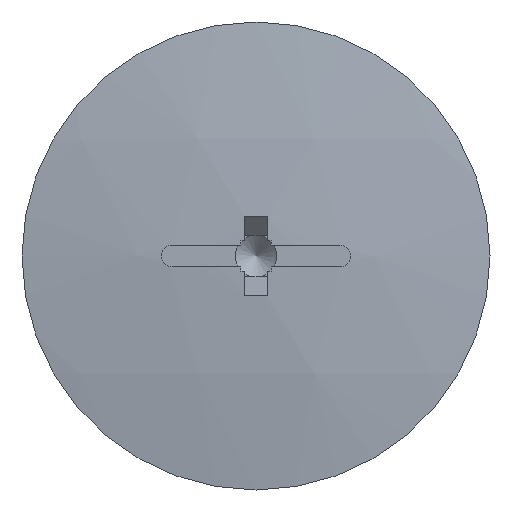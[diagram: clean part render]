
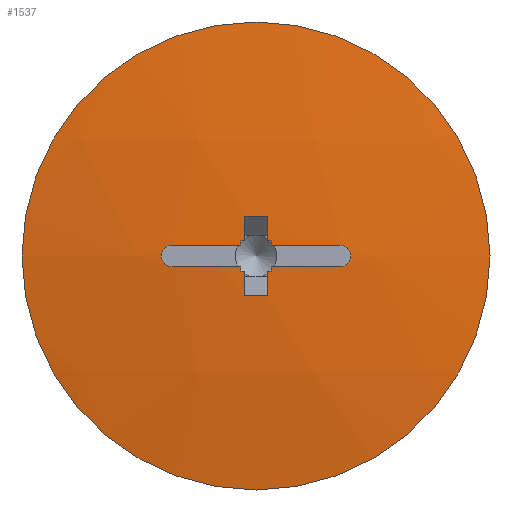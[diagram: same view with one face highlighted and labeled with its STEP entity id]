
A CAD part, left-side view. The second image highlights one B-rep face of the part: STEP entity #1537.
In plain terms, the highlighted spherical face has radius 172.194 mm.
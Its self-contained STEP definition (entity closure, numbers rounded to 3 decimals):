
#15=ELLIPSE('',#1660,1.302,1.3);
#16=ELLIPSE('',#1665,1.302,1.3);
#17=SPHERICAL_SURFACE('',#1655,172.194);
#36=FACE_BOUND('',#243,.T.);
#149=FACE_OUTER_BOUND('',#242,.T.);
#242=EDGE_LOOP('',(#1141));
#243=EDGE_LOOP('',(#1142,#1143,#1144,#1145,#1146,#1147,#1148,#1149,#1150,
#1151,#1152,#1153,#1154,#1155,#1156,#1157,#1158,#1159,#1160,#1161));
#575=CIRCLE('',#1630,172.184);
#576=CIRCLE('',#1632,172.184);
#577=CIRCLE('',#1634,172.184);
#578=CIRCLE('',#1636,172.184);
#579=CIRCLE('',#1638,172.184);
#580=CIRCLE('',#1640,172.184);
#581=CIRCLE('',#1642,172.184);
#582=CIRCLE('',#1644,172.184);
#583=CIRCLE('',#1646,172.189);
#584=CIRCLE('',#1648,172.189);
#588=CIRCLE('',#1656,28.05);
#589=CIRCLE('',#1657,172.128);
#590=CIRCLE('',#1658,172.189);
#591=CIRCLE('',#1659,172.189);
#592=CIRCLE('',#1661,172.189);
#593=CIRCLE('',#1662,172.189);
#594=CIRCLE('',#1663,172.128);
#595=CIRCLE('',#1664,172.189);
#596=CIRCLE('',#1666,172.189);
#662=VERTEX_POINT('',#3385);
#663=VERTEX_POINT('',#3386);
#667=VERTEX_POINT('',#3398);
#668=VERTEX_POINT('',#3399);
#672=VERTEX_POINT('',#3411);
#673=VERTEX_POINT('',#3412);
#677=VERTEX_POINT('',#3424);
#678=VERTEX_POINT('',#3425);
#682=VERTEX_POINT('',#3437);
#685=VERTEX_POINT('',#3447);
#688=VERTEX_POINT('',#3457);
#691=VERTEX_POINT('',#3467);
#696=VERTEX_POINT('',#3481);
#699=VERTEX_POINT('',#3489);
#701=VERTEX_POINT('',#3501);
#702=VERTEX_POINT('',#3503);
#703=VERTEX_POINT('',#3506);
#704=VERTEX_POINT('',#3508);
#705=VERTEX_POINT('',#3511);
#706=VERTEX_POINT('',#3513);
#707=VERTEX_POINT('',#3516);
#823=EDGE_CURVE('',#662,#663,#575,.T.);
#828=EDGE_CURVE('',#667,#668,#576,.T.);
#833=EDGE_CURVE('',#672,#673,#577,.T.);
#838=EDGE_CURVE('',#677,#678,#578,.T.);
#843=EDGE_CURVE('',#682,#677,#579,.T.);
#847=EDGE_CURVE('',#668,#685,#580,.T.);
#851=EDGE_CURVE('',#688,#672,#581,.T.);
#855=EDGE_CURVE('',#691,#662,#582,.T.);
#862=EDGE_CURVE('',#663,#696,#583,.T.);
#866=EDGE_CURVE('',#673,#699,#584,.T.);
#871=EDGE_CURVE('',#701,#701,#588,.T.);
#872=EDGE_CURVE('',#699,#702,#589,.T.);
#873=EDGE_CURVE('',#702,#667,#590,.T.);
#874=EDGE_CURVE('',#685,#703,#591,.T.);
#875=EDGE_CURVE('',#703,#704,#15,.T.);
#876=EDGE_CURVE('',#704,#682,#592,.T.);
#877=EDGE_CURVE('',#678,#705,#593,.T.);
#878=EDGE_CURVE('',#705,#706,#594,.T.);
#879=EDGE_CURVE('',#706,#691,#595,.T.);
#880=EDGE_CURVE('',#696,#707,#16,.T.);
#881=EDGE_CURVE('',#707,#688,#596,.T.);
#1141=ORIENTED_EDGE('',*,*,#871,.F.);
#1142=ORIENTED_EDGE('',*,*,#851,.T.);
#1143=ORIENTED_EDGE('',*,*,#833,.T.);
#1144=ORIENTED_EDGE('',*,*,#866,.T.);
#1145=ORIENTED_EDGE('',*,*,#872,.T.);
#1146=ORIENTED_EDGE('',*,*,#873,.T.);
#1147=ORIENTED_EDGE('',*,*,#828,.T.);
#1148=ORIENTED_EDGE('',*,*,#847,.T.);
#1149=ORIENTED_EDGE('',*,*,#874,.T.);
#1150=ORIENTED_EDGE('',*,*,#875,.T.);
#1151=ORIENTED_EDGE('',*,*,#876,.T.);
#1152=ORIENTED_EDGE('',*,*,#843,.T.);
#1153=ORIENTED_EDGE('',*,*,#838,.T.);
#1154=ORIENTED_EDGE('',*,*,#877,.T.);
#1155=ORIENTED_EDGE('',*,*,#878,.T.);
#1156=ORIENTED_EDGE('',*,*,#879,.T.);
#1157=ORIENTED_EDGE('',*,*,#855,.T.);
#1158=ORIENTED_EDGE('',*,*,#823,.T.);
#1159=ORIENTED_EDGE('',*,*,#862,.T.);
#1160=ORIENTED_EDGE('',*,*,#880,.T.);
#1161=ORIENTED_EDGE('',*,*,#881,.T.);
#1537=ADVANCED_FACE('',(#149,#36),#17,.T.);
#1630=AXIS2_PLACEMENT_3D('',#3387,#1828,#1829);
#1632=AXIS2_PLACEMENT_3D('',#3400,#1835,#1836);
#1634=AXIS2_PLACEMENT_3D('',#3413,#1842,#1843);
#1636=AXIS2_PLACEMENT_3D('',#3426,#1849,#1850);
#1638=AXIS2_PLACEMENT_3D('',#3438,#1856,#1857);
#1640=AXIS2_PLACEMENT_3D('',#3448,#1862,#1863);
#1642=AXIS2_PLACEMENT_3D('',#3458,#1868,#1869);
#1644=AXIS2_PLACEMENT_3D('',#3468,#1874,#1875);
#1646=AXIS2_PLACEMENT_3D('',#3483,#1883,#1884);
#1648=AXIS2_PLACEMENT_3D('',#3491,#1890,#1891);
#1655=AXIS2_PLACEMENT_3D('',#3500,#1905,#1906);
#1656=AXIS2_PLACEMENT_3D('',#3502,#1907,#1908);
#1657=AXIS2_PLACEMENT_3D('',#3504,#1909,#1910);
#1658=AXIS2_PLACEMENT_3D('',#3505,#1911,#1912);
#1659=AXIS2_PLACEMENT_3D('',#3507,#1913,#1914);
#1660=AXIS2_PLACEMENT_3D('',#3509,#1915,#1916);
#1661=AXIS2_PLACEMENT_3D('',#3510,#1917,#1918);
#1662=AXIS2_PLACEMENT_3D('',#3512,#1919,#1920);
#1663=AXIS2_PLACEMENT_3D('',#3514,#1921,#1922);
#1664=AXIS2_PLACEMENT_3D('',#3515,#1923,#1924);
#1665=AXIS2_PLACEMENT_3D('',#3517,#1925,#1926);
#1666=AXIS2_PLACEMENT_3D('',#3518,#1927,#1928);
#1828=DIRECTION('center_axis',(0.,-1.,0.));
#1829=DIRECTION('ref_axis',(0.,0.,1.));
#1835=DIRECTION('center_axis',(0.,0.,-1.));
#1836=DIRECTION('ref_axis',(0.,-1.,0.));
#1842=DIRECTION('center_axis',(0.,0.,-1.));
#1843=DIRECTION('ref_axis',(0.,-1.,0.));
#1849=DIRECTION('center_axis',(0.,0.,
1.));
#1850=DIRECTION('ref_axis',(0.,1.,0.));
#1856=DIRECTION('center_axis',(0.,1.,0.));
#1857=DIRECTION('ref_axis',(0.,0.,-1.));
#1862=DIRECTION('center_axis',(0.,1.,0.));
#1863=DIRECTION('ref_axis',(0.,0.,-1.));
#1868=DIRECTION('center_axis',(0.,-1.,0.));
#1869=DIRECTION('ref_axis',(0.,0.,1.));
#1874=DIRECTION('center_axis',(0.,0.,
1.));
#1875=DIRECTION('ref_axis',(0.,1.,0.));
#1883=DIRECTION('center_axis',(0.,0.,1.));
#1884=DIRECTION('ref_axis',(0.,1.,0.));
#1890=DIRECTION('center_axis',(0.,-1.,0.));
#1891=DIRECTION('ref_axis',(0.,0.,1.));
#1905=DIRECTION('center_axis',(0.,0.,1.));
#1906=DIRECTION('ref_axis',(1.,0.,0.));
#1907=DIRECTION('center_axis',(1.,0.,0.));
#1908=DIRECTION('ref_axis',(0.,0.,-1.));
#1909=DIRECTION('center_axis',(0.,0.,-1.));
#1910=DIRECTION('ref_axis',(0.,-1.,0.));
#1911=DIRECTION('center_axis',(0.,1.,0.));
#1912=DIRECTION('ref_axis',(0.,0.,-1.));
#1913=DIRECTION('center_axis',(0.,0.,-1.));
#1914=DIRECTION('ref_axis',(0.,-1.,0.));
#1915=DIRECTION('center_axis',(0.998,-0.058,0.));
#1916=DIRECTION('ref_axis',(0.058,0.998,0.));
#1917=DIRECTION('center_axis',(0.,0.,1.));
#1918=DIRECTION('ref_axis',(0.,1.,0.));
#1919=DIRECTION('center_axis',(0.,1.,0.));
#1920=DIRECTION('ref_axis',(0.,0.,-1.));
#1921=DIRECTION('center_axis',(0.,0.,
1.));
#1922=DIRECTION('ref_axis',(0.,1.,0.));
#1923=DIRECTION('center_axis',(0.,-1.,0.));
#1924=DIRECTION('ref_axis',(0.,0.,1.));
#1925=DIRECTION('center_axis',(0.998,0.058,0.));
#1926=DIRECTION('ref_axis',(0.058,-0.998,0.));
#1927=DIRECTION('center_axis',(0.,0.,-1.));
#1928=DIRECTION('ref_axis',(0.,-1.,0.));
#3385=CARTESIAN_POINT('',(-14.981,-1.825,1.825));
#3386=CARTESIAN_POINT('',(-14.985,-1.825,1.3));
#3387=CARTESIAN_POINT('Origin',(157.194,-1.825,0.));
#3398=CARTESIAN_POINT('',(-14.985,1.325,-1.825));
#3399=CARTESIAN_POINT('',(-14.981,1.825,-1.825));
#3400=CARTESIAN_POINT('Origin',(157.194,0.,-1.825));
#3411=CARTESIAN_POINT('',(-14.981,-1.825,-1.825));
#3412=CARTESIAN_POINT('',(-14.985,-1.325,-1.825));
#3413=CARTESIAN_POINT('Origin',(157.194,0.,-1.825));
#3424=CARTESIAN_POINT('',(-14.981,1.825,1.825));
#3425=CARTESIAN_POINT('',(-14.985,1.325,1.825));
#3426=CARTESIAN_POINT('Origin',(157.194,0.,1.825));
#3437=CARTESIAN_POINT('',(-14.985,1.825,1.3));
#3438=CARTESIAN_POINT('Origin',(157.194,1.825,0.));
#3447=CARTESIAN_POINT('',(-14.985,1.825,-1.3));
#3448=CARTESIAN_POINT('Origin',(157.194,1.825,0.));
#3457=CARTESIAN_POINT('',(-14.985,-1.825,-1.3));
#3458=CARTESIAN_POINT('Origin',(157.194,-1.825,0.));
#3467=CARTESIAN_POINT('',(-14.985,-1.325,1.825));
#3468=CARTESIAN_POINT('Origin',(157.194,0.,1.825));
#3481=CARTESIAN_POINT('',(-14.702,-10.05,1.3));
#3483=CARTESIAN_POINT('Origin',(157.194,0.,1.3));
#3489=CARTESIAN_POINT('',(-14.929,-1.325,-4.75));
#3491=CARTESIAN_POINT('Origin',(157.194,-1.325,0.));
#3500=CARTESIAN_POINT('Origin',(157.194,0.,0.));
#3501=CARTESIAN_POINT('',(-12.7,28.05,0.));
#3502=CARTESIAN_POINT('Origin',(-12.7,0.,0.));
#3503=CARTESIAN_POINT('',(-14.929,1.325,-4.75));
#3504=CARTESIAN_POINT('Origin',(157.194,0.,-4.75));
#3505=CARTESIAN_POINT('Origin',(157.194,1.325,0.));
#3506=CARTESIAN_POINT('',(-14.702,10.05,-1.3));
#3507=CARTESIAN_POINT('Origin',(157.194,0.,-1.3));
#3508=CARTESIAN_POINT('',(-14.702,10.05,1.3));
#3509=CARTESIAN_POINT('Origin',(-14.702,10.05,0.));
#3510=CARTESIAN_POINT('Origin',(157.194,0.,1.3));
#3511=CARTESIAN_POINT('',(-14.929,1.325,4.75));
#3512=CARTESIAN_POINT('Origin',(157.194,1.325,0.));
#3513=CARTESIAN_POINT('',(-14.929,-1.325,4.75));
#3514=CARTESIAN_POINT('Origin',(157.194,0.,4.75));
#3515=CARTESIAN_POINT('Origin',(157.194,-1.325,0.));
#3516=CARTESIAN_POINT('',(-14.702,-10.05,-1.3));
#3517=CARTESIAN_POINT('Origin',(-14.702,-10.05,0.));
#3518=CARTESIAN_POINT('Origin',(157.194,0.,-1.3));
